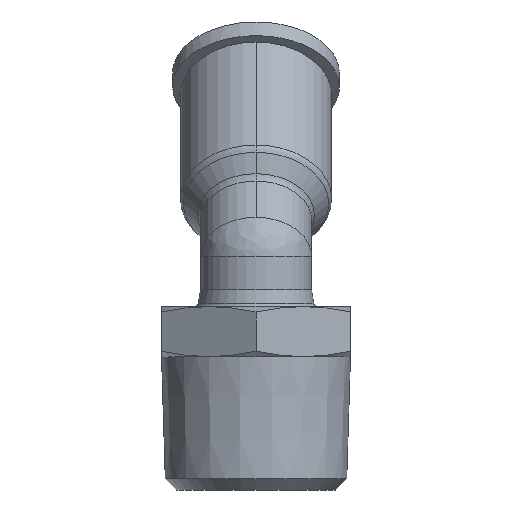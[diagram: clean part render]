
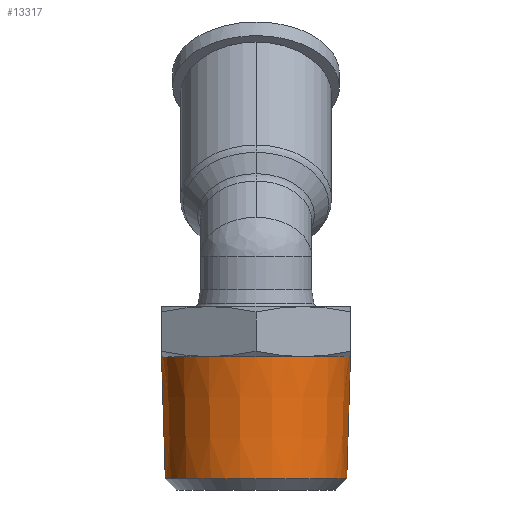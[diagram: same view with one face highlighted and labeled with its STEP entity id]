
A CAD part, left-side view. The second image highlights one B-rep face of the part: STEP entity #13317.
In plain terms, the highlighted conical face has half-angle 1.754 degrees and reference radius 8.5 mm.
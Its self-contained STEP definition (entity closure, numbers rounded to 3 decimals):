
#85 = VERTEX_POINT ( 'NONE', #569 ) ;
#209 = DIRECTION ( 'NONE',  ( 0., 0., -1. ) ) ;
#248 = DIRECTION ( 'NONE',  ( 1., 0., 0. ) ) ;
#268 = AXIS2_PLACEMENT_3D ( 'NONE', #3440, #8146, #4295 ) ;
#428 = CONICAL_SURFACE ( 'NONE', #14856, 8.5, 0.031 ) ;
#569 = CARTESIAN_POINT ( 'NONE',  ( 0.03, 8.5, -5.479 ) ) ;
#1148 = CARTESIAN_POINT ( 'NONE',  ( 0.03, -8.5, -5.479 ) ) ;
#1376 = CARTESIAN_POINT ( 'NONE',  ( 0.03, -8.163, -16.48 ) ) ;
#1550 = CARTESIAN_POINT ( 'NONE',  ( 0.03, 0., -5.479 ) ) ;
#2238 = AXIS2_PLACEMENT_3D ( 'NONE', #13302, #209, #248 ) ;
#2798 = ORIENTED_EDGE ( 'NONE', *, *, #12180, .F. ) ;
#3206 = DIRECTION ( 'NONE',  ( 0., -1., 0. ) ) ;
#3373 = DIRECTION ( 'NONE',  ( 0., -0.031, 1. ) ) ;
#3385 = ORIENTED_EDGE ( 'NONE', *, *, #3449, .T. ) ;
#3440 = CARTESIAN_POINT ( 'NONE',  ( 0.03, 0., -5.479 ) ) ;
#3449 = EDGE_CURVE ( 'NONE', #10251, #11042, #7809, .T. ) ;
#3570 = EDGE_CURVE ( 'NONE', #14763, #11131, #3657, .T. ) ;
#3657 = CIRCLE ( 'NONE', #12544, 8.163 ) ;
#4132 = FACE_OUTER_BOUND ( 'NONE', #8954, .T. ) ;
#4295 = DIRECTION ( 'NONE',  ( 1., 0., 0. ) ) ;
#5197 = DIRECTION ( 'NONE',  ( 0., 0.031, 1. ) ) ;
#5768 = CARTESIAN_POINT ( 'NONE',  ( -7.332, -4.25, -5.479 ) ) ;
#6189 = DIRECTION ( 'NONE',  ( 1., 0., 0. ) ) ;
#6337 = ORIENTED_EDGE ( 'NONE', *, *, #11343, .T. ) ;
#6407 = CIRCLE ( 'NONE', #14552, 8.5 ) ;
#6434 = DIRECTION ( 'NONE',  ( 0., 0., 1. ) ) ;
#7574 = CARTESIAN_POINT ( 'NONE',  ( 0.03, 0., -16.48 ) ) ;
#7809 = CIRCLE ( 'NONE', #2238, 8.5 ) ;
#7869 = CARTESIAN_POINT ( 'NONE',  ( 0.03, 8.163, -16.48 ) ) ;
#8146 = DIRECTION ( 'NONE',  ( 0., 0., -1. ) ) ;
#8280 = LINE ( 'NONE', #1148, #10508 ) ;
#8719 = DIRECTION ( 'NONE',  ( 0., 0., -1. ) ) ;
#8800 = CARTESIAN_POINT ( 'NONE',  ( 0.03, -8.5, -5.479 ) ) ;
#8954 = EDGE_LOOP ( 'NONE', ( #2798, #11649, #6337, #3385, #13700, #14627 ) ) ;
#9203 = VERTEX_POINT ( 'NONE', #12432 ) ;
#10251 = VERTEX_POINT ( 'NONE', #8800 ) ;
#10280 = DIRECTION ( 'NONE',  ( 0., 0., 1. ) ) ;
#10508 = VECTOR ( 'NONE', #3373, 1000. ) ;
#10801 = EDGE_CURVE ( 'NONE', #9203, #85, #14051, .T. ) ;
#11042 = VERTEX_POINT ( 'NONE', #5768 ) ;
#11120 = DIRECTION ( 'NONE',  ( 1., 0., 0. ) ) ;
#11131 = VERTEX_POINT ( 'NONE', #1376 ) ;
#11343 = EDGE_CURVE ( 'NONE', #11131, #10251, #8280, .T. ) ;
#11442 = CARTESIAN_POINT ( 'NONE',  ( 0.03, 0., -5.479 ) ) ;
#11584 = LINE ( 'NONE', #12264, #13994 ) ;
#11609 = EDGE_CURVE ( 'NONE', #11042, #9203, #6407, .T. ) ;
#11649 = ORIENTED_EDGE ( 'NONE', *, *, #3570, .T. ) ;
#12180 = EDGE_CURVE ( 'NONE', #14763, #85, #11584, .T. ) ;
#12264 = CARTESIAN_POINT ( 'NONE',  ( 0.03, 8.5, -5.479 ) ) ;
#12432 = CARTESIAN_POINT ( 'NONE',  ( -7.332, 4.25, -5.479 ) ) ;
#12544 = AXIS2_PLACEMENT_3D ( 'NONE', #7574, #6434, #11120 ) ;
#13302 = CARTESIAN_POINT ( 'NONE',  ( 0.03, 0., -5.479 ) ) ;
#13317 = ADVANCED_FACE ( 'NONE', ( #4132 ), #428, .T. ) ;
#13700 = ORIENTED_EDGE ( 'NONE', *, *, #11609, .T. ) ;
#13994 = VECTOR ( 'NONE', #5197, 1000. ) ;
#14051 = CIRCLE ( 'NONE', #268, 8.5 ) ;
#14552 = AXIS2_PLACEMENT_3D ( 'NONE', #1550, #8719, #6189 ) ;
#14627 = ORIENTED_EDGE ( 'NONE', *, *, #10801, .T. ) ;
#14763 = VERTEX_POINT ( 'NONE', #7869 ) ;
#14856 = AXIS2_PLACEMENT_3D ( 'NONE', #11442, #10280, #3206 ) ;
